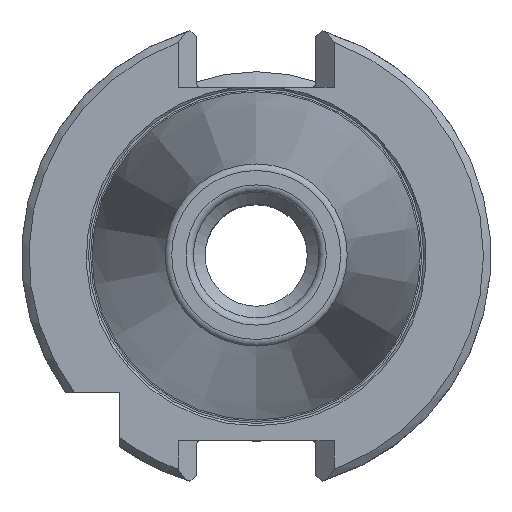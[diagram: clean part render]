
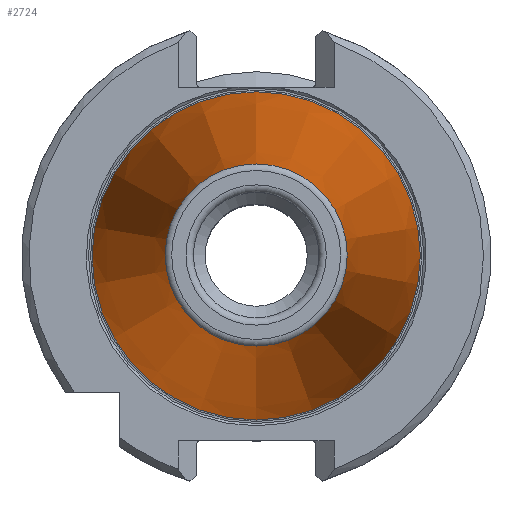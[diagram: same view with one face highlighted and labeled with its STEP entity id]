
A CAD part, top view. The second image highlights one B-rep face of the part: STEP entity #2724.
In plain terms, the highlighted conical face has half-angle 8.297 degrees and reference radius 22.371 mm.
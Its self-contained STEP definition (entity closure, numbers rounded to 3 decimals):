
#310=CONICAL_SURFACE('',#2881,22.371,0.145);
#433=ORIENTED_EDGE('',*,*,#939,.F.);
#434=ORIENTED_EDGE('',*,*,#941,.T.);
#939=EDGE_CURVE('',#1207,#1207,#1404,.F.);
#941=EDGE_CURVE('',#1209,#1209,#1406,.F.);
#1207=VERTEX_POINT('',#3690);
#1209=VERTEX_POINT('',#3696);
#1404=CIRCLE('',#2878,12.327);
#1406=CIRCLE('',#2882,22.225);
#1530=EDGE_LOOP('',(#433));
#1531=EDGE_LOOP('',(#434));
#1697=FACE_BOUND('',#1530,.T.);
#1698=FACE_BOUND('',#1531,.T.);
#2724=ADVANCED_FACE('',(#1697,#1698),#310,.T.);
#2878=AXIS2_PLACEMENT_3D('',#3689,#3166,#3167);
#2881=AXIS2_PLACEMENT_3D('',#3694,#3172,#3173);
#2882=AXIS2_PLACEMENT_3D('',#3695,#3174,#3175);
#3166=DIRECTION('',(0.,0.,-1.));
#3167=DIRECTION('',(0.,1.,0.));
#3172=DIRECTION('',(0.,0.,-1.));
#3173=DIRECTION('',(0.,1.,0.));
#3174=DIRECTION('',(0.,0.,-1.));
#3175=DIRECTION('',(0.,1.,0.));
#3689=CARTESIAN_POINT('',(0.,0.,67.868));
#3690=CARTESIAN_POINT('',(0.,12.327,67.868));
#3694=CARTESIAN_POINT('',(0.,0.,-1.));
#3695=CARTESIAN_POINT('',(0.,0.,0.));
#3696=CARTESIAN_POINT('',(0.,22.225,0.));
